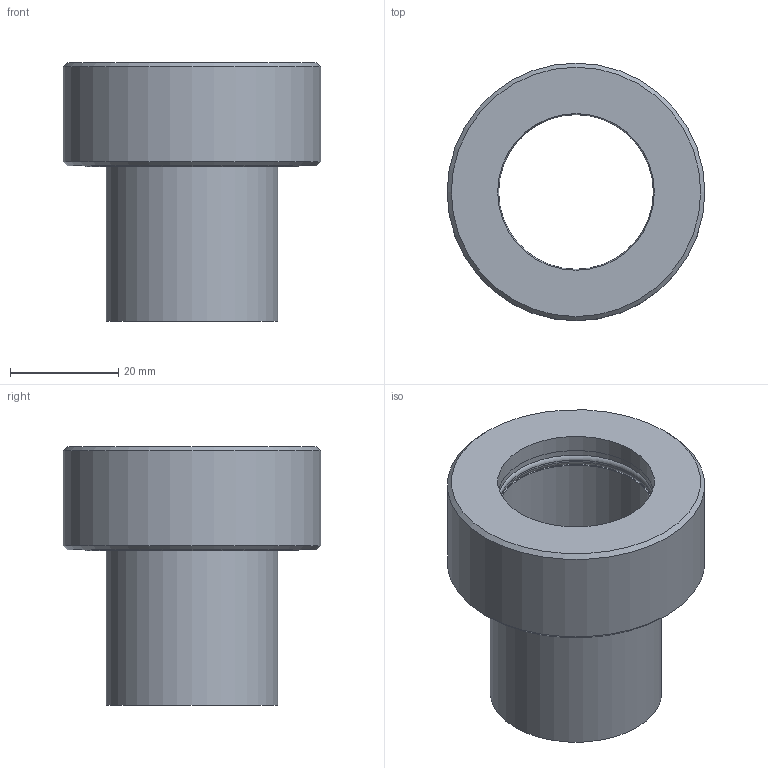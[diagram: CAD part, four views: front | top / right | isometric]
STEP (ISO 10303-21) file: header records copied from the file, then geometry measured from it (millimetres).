
FILE_DESCRIPTION(/* description */ (''),/* implementation_level */ '2;1');
FILE_NAME(/* name */ '1000120a.stp',/* time_stamp */ '2019-08-01T09:18:51-04:00',/* author */ ('Glen_C'),/* organization */ (''),/* preprocessor_version */ 'ST-DEVELOPER v16.13',/* originating_system */ 'Autodesk Inventor 2018',/* authorisation */ '');
FILE_SCHEMA (('AUTOMOTIVE_DESIGN { 1 0 10303 214 3 1 1 }'));
Length unit declared in the file: inch
Products named in the file (1): 1000120a
Bounding box: 47.62 x 47.62 x 47.75 mm (x, y, z)
Volume: 25587.1 mm3; surface area: 19464 mm2
Topology: 4 solids, 4 shells, 33 faces, 55 edges, 34 vertices
Faces by surface type: cylinder 12, plane 12, cone 5, torus 4
Full cylindrical faces by diameter (mm): 28.575 x1, 28.956 x3, 31.75 x1, 34.925 x2, 38.862 x1, 39.624 x1, 39.903 x1, 41.275 x1, 47.625 x1
Entity records: 772 total; most frequent: DIRECTION 134, CARTESIAN_POINT 100, AXIS2_PLACEMENT_3D 67, EDGE_LOOP 66, ORIENTED_EDGE 66, STYLED_ITEM 37, FACE_BOUND 33, FACE_OUTER_BOUND 33
